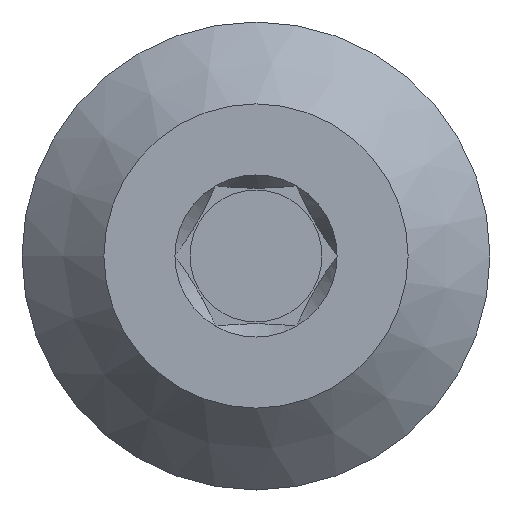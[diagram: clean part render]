
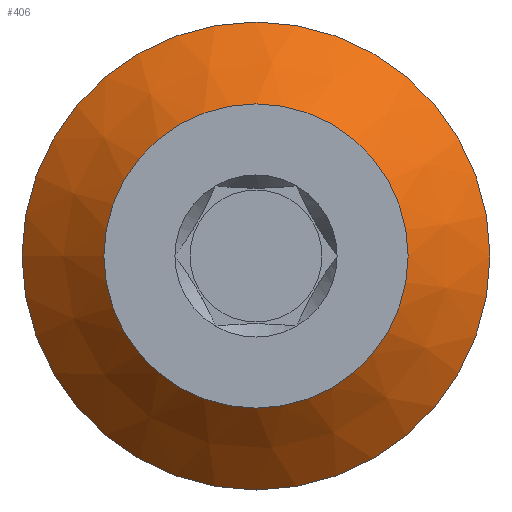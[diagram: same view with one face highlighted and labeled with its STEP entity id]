
A CAD part, left-side view. The second image highlights one B-rep face of the part: STEP entity #406.
In plain terms, the highlighted conical face has half-angle 45 degrees and reference radius 8.25 mm.
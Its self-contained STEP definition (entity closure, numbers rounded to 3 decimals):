
#24=CONICAL_SURFACE('',#472,8.25,45.);
#62=FACE_BOUND('',#121,.T.);
#88=FACE_OUTER_BOUND('',#120,.T.);
#120=EDGE_LOOP('',(#364));
#121=EDGE_LOOP('',(#365));
#161=CIRCLE('',#471,6.5);
#162=CIRCLE('',#473,10.);
#201=VERTEX_POINT('',#2527);
#202=VERTEX_POINT('',#2530);
#257=EDGE_CURVE('',#201,#201,#161,.T.);
#258=EDGE_CURVE('',#202,#202,#162,.T.);
#364=ORIENTED_EDGE('',*,*,#257,.T.);
#365=ORIENTED_EDGE('',*,*,#258,.F.);
#406=ADVANCED_FACE('',(#88,#62),#24,.T.);
#471=AXIS2_PLACEMENT_3D('',#2528,#592,#593);
#472=AXIS2_PLACEMENT_3D('',#2529,#594,#595);
#473=AXIS2_PLACEMENT_3D('',#2531,#596,#597);
#592=DIRECTION('center_axis',(1.,0.,0.));
#593=DIRECTION('ref_axis',(0.,0.,-1.));
#594=DIRECTION('center_axis',(1.,0.,0.));
#595=DIRECTION('ref_axis',(0.,1.,0.));
#596=DIRECTION('center_axis',(1.,0.,0.));
#597=DIRECTION('ref_axis',(0.,0.,-1.));
#2527=CARTESIAN_POINT('',(-20.03,6.5,0.));
#2528=CARTESIAN_POINT('Origin',(-20.03,0.,0.));
#2529=CARTESIAN_POINT('Origin',(-18.28,0.,0.));
#2530=CARTESIAN_POINT('',(-16.53,10.,0.));
#2531=CARTESIAN_POINT('Origin',(-16.53,0.,0.));
